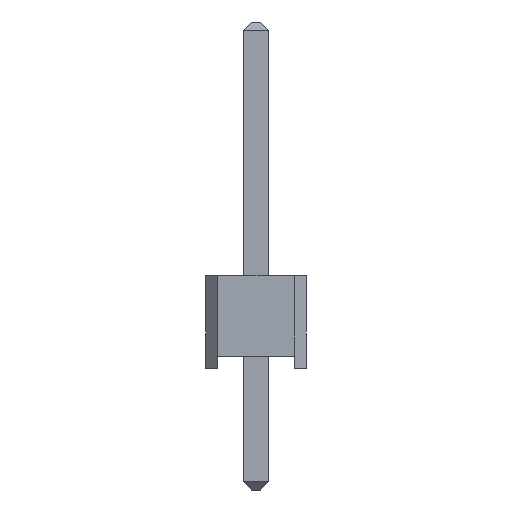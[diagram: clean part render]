
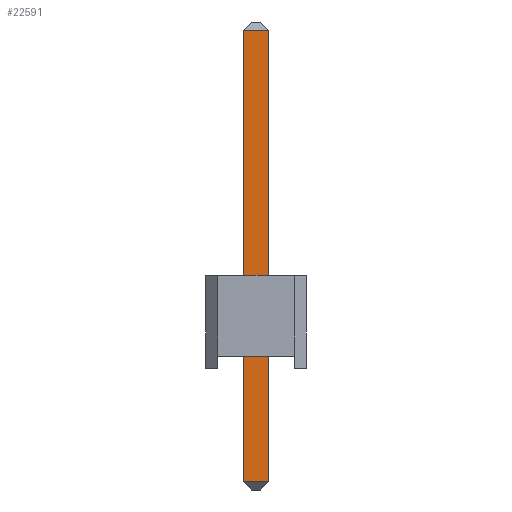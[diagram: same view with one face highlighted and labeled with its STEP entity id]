
A CAD part, left-side view. The second image highlights one B-rep face of the part: STEP entity #22591.
In plain terms, the highlighted planar face has unit normal (-1, 0, 0).
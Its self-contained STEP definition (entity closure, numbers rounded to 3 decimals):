
#22238 = PLANE('',#22239);
#22239 = AXIS2_PLACEMENT_3D('',#22240,#22241,#22242);
#22240 = CARTESIAN_POINT('',(-0.32,0.32,-3.));
#22241 = DIRECTION('',(-0.,1.,0.));
#22242 = DIRECTION('',(0.,0.,1.));
#22263 = VERTEX_POINT('',#22264);
#22264 = CARTESIAN_POINT('',(-0.32,0.32,-2.8));
#22290 = EDGE_CURVE('',#22263,#22291,#22293,.T.);
#22291 = VERTEX_POINT('',#22292);
#22292 = CARTESIAN_POINT('',(-0.32,0.32,8.34));
#22293 = SURFACE_CURVE('',#22294,(#22298,#22305),.PCURVE_S1.);
#22294 = LINE('',#22295,#22296);
#22295 = CARTESIAN_POINT('',(-0.32,0.32,-3.));
#22296 = VECTOR('',#22297,1.);
#22297 = DIRECTION('',(0.,-0.,1.));
#22298 = PCURVE('',#22238,#22299);
#22299 = DEFINITIONAL_REPRESENTATION('',(#22300),#22304);
#22300 = LINE('',#22301,#22302);
#22301 = CARTESIAN_POINT('',(0.,0.));
#22302 = VECTOR('',#22303,1.);
#22303 = DIRECTION('',(1.,0.));
#22304 = ( GEOMETRIC_REPRESENTATION_CONTEXT(2) 
PARAMETRIC_REPRESENTATION_CONTEXT() REPRESENTATION_CONTEXT('2D SPACE',''
  ) );
#22305 = PCURVE('',#22306,#22311);
#22306 = PLANE('',#22307);
#22307 = AXIS2_PLACEMENT_3D('',#22308,#22309,#22310);
#22308 = CARTESIAN_POINT('',(-0.32,-0.32,-3.));
#22309 = DIRECTION('',(-1.,0.,0.));
#22310 = DIRECTION('',(0.,0.,1.));
#22311 = DEFINITIONAL_REPRESENTATION('',(#22312),#22316);
#22312 = LINE('',#22313,#22314);
#22313 = CARTESIAN_POINT('',(0.,0.64));
#22314 = VECTOR('',#22315,1.);
#22315 = DIRECTION('',(1.,0.));
#22316 = ( GEOMETRIC_REPRESENTATION_CONTEXT(2) 
PARAMETRIC_REPRESENTATION_CONTEXT() REPRESENTATION_CONTEXT('2D SPACE',''
  ) );
#22418 = PLANE('',#22419);
#22419 = AXIS2_PLACEMENT_3D('',#22420,#22421,#22422);
#22420 = CARTESIAN_POINT('',(-0.22,-0.32,-2.9));
#22421 = DIRECTION('',(0.707,0.,0.707));
#22422 = DIRECTION('',(0.707,0.,-0.707));
#22451 = PLANE('',#22452);
#22452 = AXIS2_PLACEMENT_3D('',#22453,#22454,#22455);
#22453 = CARTESIAN_POINT('',(0.32,-0.32,-3.));
#22454 = DIRECTION('',(0.,-1.,0.));
#22455 = DIRECTION('',(0.,-0.,-1.));
#22531 = PLANE('',#22532);
#22532 = AXIS2_PLACEMENT_3D('',#22533,#22534,#22535);
#22533 = CARTESIAN_POINT('',(-0.22,-0.32,8.44));
#22534 = DIRECTION('',(-0.707,0.,0.707));
#22535 = DIRECTION('',(0.707,0.,0.707));
#22591 = ADVANCED_FACE('',(#22592),#22306,.T.);
#22592 = FACE_BOUND('',#22593,.T.);
#22593 = EDGE_LOOP('',(#22594,#22595,#22618,#22641));
#22594 = ORIENTED_EDGE('',*,*,#22290,.F.);
#22595 = ORIENTED_EDGE('',*,*,#22596,.T.);
#22596 = EDGE_CURVE('',#22263,#22597,#22599,.T.);
#22597 = VERTEX_POINT('',#22598);
#22598 = CARTESIAN_POINT('',(-0.32,-0.32,-2.8));
#22599 = SURFACE_CURVE('',#22600,(#22604,#22611),.PCURVE_S1.);
#22600 = LINE('',#22601,#22602);
#22601 = CARTESIAN_POINT('',(-0.32,-0.32,-2.8));
#22602 = VECTOR('',#22603,1.);
#22603 = DIRECTION('',(-0.,-1.,0.));
#22604 = PCURVE('',#22306,#22605);
#22605 = DEFINITIONAL_REPRESENTATION('',(#22606),#22610);
#22606 = LINE('',#22607,#22608);
#22607 = CARTESIAN_POINT('',(0.2,0.));
#22608 = VECTOR('',#22609,1.);
#22609 = DIRECTION('',(0.,-1.));
#22610 = ( GEOMETRIC_REPRESENTATION_CONTEXT(2) 
PARAMETRIC_REPRESENTATION_CONTEXT() REPRESENTATION_CONTEXT('2D SPACE',''
  ) );
#22611 = PCURVE('',#22418,#22612);
#22612 = DEFINITIONAL_REPRESENTATION('',(#22613),#22617);
#22613 = LINE('',#22614,#22615);
#22614 = CARTESIAN_POINT('',(-0.141,0.));
#22615 = VECTOR('',#22616,1.);
#22616 = DIRECTION('',(-0.,-1.));
#22617 = ( GEOMETRIC_REPRESENTATION_CONTEXT(2) 
PARAMETRIC_REPRESENTATION_CONTEXT() REPRESENTATION_CONTEXT('2D SPACE',''
  ) );
#22618 = ORIENTED_EDGE('',*,*,#22619,.T.);
#22619 = EDGE_CURVE('',#22597,#22620,#22622,.T.);
#22620 = VERTEX_POINT('',#22621);
#22621 = CARTESIAN_POINT('',(-0.32,-0.32,8.34));
#22622 = SURFACE_CURVE('',#22623,(#22627,#22634),.PCURVE_S1.);
#22623 = LINE('',#22624,#22625);
#22624 = CARTESIAN_POINT('',(-0.32,-0.32,-3.));
#22625 = VECTOR('',#22626,1.);
#22626 = DIRECTION('',(0.,0.,1.));
#22627 = PCURVE('',#22306,#22628);
#22628 = DEFINITIONAL_REPRESENTATION('',(#22629),#22633);
#22629 = LINE('',#22630,#22631);
#22630 = CARTESIAN_POINT('',(0.,0.));
#22631 = VECTOR('',#22632,1.);
#22632 = DIRECTION('',(1.,0.));
#22633 = ( GEOMETRIC_REPRESENTATION_CONTEXT(2) 
PARAMETRIC_REPRESENTATION_CONTEXT() REPRESENTATION_CONTEXT('2D SPACE',''
  ) );
#22634 = PCURVE('',#22451,#22635);
#22635 = DEFINITIONAL_REPRESENTATION('',(#22636),#22640);
#22636 = LINE('',#22637,#22638);
#22637 = CARTESIAN_POINT('',(-0.,-0.64));
#22638 = VECTOR('',#22639,1.);
#22639 = DIRECTION('',(-1.,0.));
#22640 = ( GEOMETRIC_REPRESENTATION_CONTEXT(2) 
PARAMETRIC_REPRESENTATION_CONTEXT() REPRESENTATION_CONTEXT('2D SPACE',''
  ) );
#22641 = ORIENTED_EDGE('',*,*,#22642,.T.);
#22642 = EDGE_CURVE('',#22620,#22291,#22643,.T.);
#22643 = SURFACE_CURVE('',#22644,(#22648,#22655),.PCURVE_S1.);
#22644 = LINE('',#22645,#22646);
#22645 = CARTESIAN_POINT('',(-0.32,-0.32,8.34));
#22646 = VECTOR('',#22647,1.);
#22647 = DIRECTION('',(0.,1.,-0.));
#22648 = PCURVE('',#22306,#22649);
#22649 = DEFINITIONAL_REPRESENTATION('',(#22650),#22654);
#22650 = LINE('',#22651,#22652);
#22651 = CARTESIAN_POINT('',(11.34,0.));
#22652 = VECTOR('',#22653,1.);
#22653 = DIRECTION('',(0.,1.));
#22654 = ( GEOMETRIC_REPRESENTATION_CONTEXT(2) 
PARAMETRIC_REPRESENTATION_CONTEXT() REPRESENTATION_CONTEXT('2D SPACE',''
  ) );
#22655 = PCURVE('',#22531,#22656);
#22656 = DEFINITIONAL_REPRESENTATION('',(#22657),#22661);
#22657 = LINE('',#22658,#22659);
#22658 = CARTESIAN_POINT('',(-0.141,0.));
#22659 = VECTOR('',#22660,1.);
#22660 = DIRECTION('',(0.,1.));
#22661 = ( GEOMETRIC_REPRESENTATION_CONTEXT(2) 
PARAMETRIC_REPRESENTATION_CONTEXT() REPRESENTATION_CONTEXT('2D SPACE',''
  ) );
